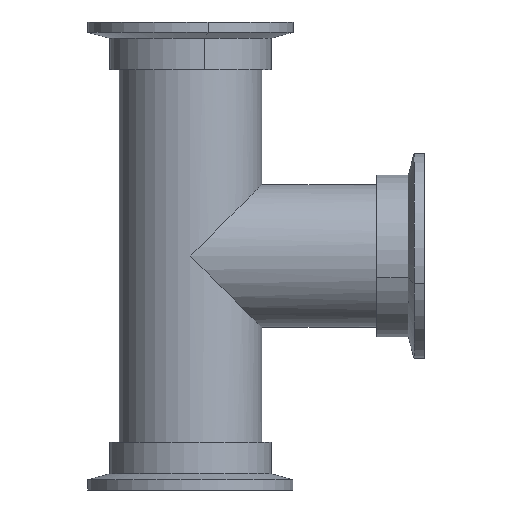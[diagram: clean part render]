
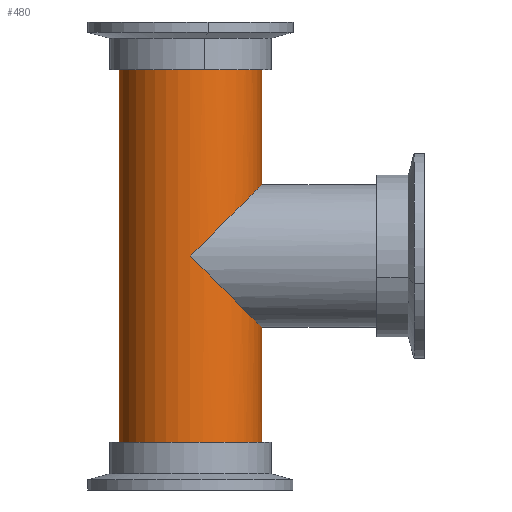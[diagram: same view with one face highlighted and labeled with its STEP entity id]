
A CAD part, front view. The second image highlights one B-rep face of the part: STEP entity #480.
In plain terms, the highlighted cylindrical face has radius 19.05 mm (diameter 38.1 mm), a partial arc.
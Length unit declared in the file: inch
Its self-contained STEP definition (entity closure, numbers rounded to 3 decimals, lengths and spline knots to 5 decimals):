
#29 = DIRECTION ( 'NONE',  ( 0., 0., 1. ) ) ;
#41 = CARTESIAN_POINT ( 'NONE',  ( 0.75, 0., -0.75 ) ) ;
#42 =( BOUNDED_CURVE ( )  B_SPLINE_CURVE ( 3, ( #244, #916, #154, #240 ),
 .UNSPECIFIED., .F., .T. ) 
 B_SPLINE_CURVE_WITH_KNOTS ( ( 4, 4 ),
 ( 0., 1.5708 ),
 .UNSPECIFIED. ) 
 CURVE ( )  GEOMETRIC_REPRESENTATION_ITEM ( )  RATIONAL_B_SPLINE_CURVE ( ( 1., 0.805, 0.805, 1. ) ) 
 REPRESENTATION_ITEM ( '' )  );
#57 = CARTESIAN_POINT ( 'NONE',  ( 0.75, -0.43934, -0.75 ) ) ;
#59 = DIRECTION ( 'NONE',  ( 0., 0., -1. ) ) ;
#67 = CIRCLE ( 'NONE', #512, 0.75 ) ;
#80 = CARTESIAN_POINT ( 'NONE',  ( 0.75, 0., 2.25 ) ) ;
#82 = CARTESIAN_POINT ( 'NONE',  ( 0.75, 0., 2.25 ) ) ;
#87 = CARTESIAN_POINT ( 'NONE',  ( 0.75, 0., 2.25 ) ) ;
#93 = CARTESIAN_POINT ( 'NONE',  ( 0., 0., -2.25 ) ) ;
#97 = EDGE_CURVE ( 'NONE', #523, #596, #883, .T. ) ;
#108 = ORIENTED_EDGE ( 'NONE', *, *, #634, .F. ) ;
#133 = FACE_OUTER_BOUND ( 'NONE', #834, .T. ) ;
#141 = AXIS2_PLACEMENT_3D ( 'NONE', #949, #59, #725 ) ;
#154 = CARTESIAN_POINT ( 'NONE',  ( 0.43934, -0.75, 0.43934 ) ) ;
#172 = ORIENTED_EDGE ( 'NONE', *, *, #602, .F. ) ;
#181 = CARTESIAN_POINT ( 'NONE',  ( 0.75, 0., -2.25 ) ) ;
#184 = VERTEX_POINT ( 'NONE', #82 ) ;
#212 = CARTESIAN_POINT ( 'NONE',  ( -0.75, 0., 2.25 ) ) ;
#232 = VECTOR ( 'NONE', #841, 39.37008 ) ;
#240 = CARTESIAN_POINT ( 'NONE',  ( 0., -0.75, 0. ) ) ;
#244 = CARTESIAN_POINT ( 'NONE',  ( 0.75, 0., 0.75 ) ) ;
#264 = DIRECTION ( 'NONE',  ( 0., 0., -1. ) ) ;
#270 = ORIENTED_EDGE ( 'NONE', *, *, #97, .T. ) ;
#279 = CARTESIAN_POINT ( 'NONE',  ( 0., -0.75, 0. ) ) ;
#326 = ORIENTED_EDGE ( 'NONE', *, *, #771, .F. ) ;
#346 = CARTESIAN_POINT ( 'NONE',  ( -0.75, 0., 2.25 ) ) ;
#383 = VECTOR ( 'NONE', #264, 39.37008 ) ;
#409 = AXIS2_PLACEMENT_3D ( 'NONE', #858, #29, #944 ) ;
#422 = VERTEX_POINT ( 'NONE', #41 ) ;
#441 = DIRECTION ( 'NONE',  ( 1., 0., 0. ) ) ;
#443 = CARTESIAN_POINT ( 'NONE',  ( -0.75, 0., -2.25 ) ) ;
#457 = CIRCLE ( 'NONE', #409, 0.75 ) ;
#477 = ORIENTED_EDGE ( 'NONE', *, *, #672, .F. ) ;
#480 = ADVANCED_FACE ( 'NONE', ( #133 ), #728, .T. ) ;
#484 = VECTOR ( 'NONE', #511, 39.37008 ) ;
#511 = DIRECTION ( 'NONE',  ( 0., 0., -1. ) ) ;
#512 = AXIS2_PLACEMENT_3D ( 'NONE', #93, #533, #441 ) ;
#523 = VERTEX_POINT ( 'NONE', #346 ) ;
#533 = DIRECTION ( 'NONE',  ( 0., 0., 1. ) ) ;
#549 = VERTEX_POINT ( 'NONE', #576 ) ;
#576 = CARTESIAN_POINT ( 'NONE',  ( 0., -0.75, 0. ) ) ;
#596 = VERTEX_POINT ( 'NONE', #443 ) ;
#602 = EDGE_CURVE ( 'NONE', #606, #549, #42, .T. ) ;
#606 = VERTEX_POINT ( 'NONE', #690 ) ;
#634 = EDGE_CURVE ( 'NONE', #184, #606, #755, .T. ) ;
#640 = CARTESIAN_POINT ( 'NONE',  ( 0.43934, -0.75, -0.43934 ) ) ;
#644 = CARTESIAN_POINT ( 'NONE',  ( 0.75, 0., -0.75 ) ) ;
#665 = EDGE_CURVE ( 'NONE', #596, #748, #67, .T. ) ;
#672 = EDGE_CURVE ( 'NONE', #422, #748, #903, .T. ) ;
#690 = CARTESIAN_POINT ( 'NONE',  ( 0.75, 0., 0.75 ) ) ;
#723 = ORIENTED_EDGE ( 'NONE', *, *, #665, .T. ) ;
#725 = DIRECTION ( 'NONE',  ( -1., 0., 0. ) ) ;
#728 = CYLINDRICAL_SURFACE ( 'NONE', #141, 0.75 ) ;
#740 =( BOUNDED_CURVE ( )  B_SPLINE_CURVE ( 3, ( #279, #640, #57, #644 ),
 .UNSPECIFIED., .F., .T. ) 
 B_SPLINE_CURVE_WITH_KNOTS ( ( 4, 4 ),
 ( 4.71239, 6.28319 ),
 .UNSPECIFIED. ) 
 CURVE ( )  GEOMETRIC_REPRESENTATION_ITEM ( )  RATIONAL_B_SPLINE_CURVE ( ( 1., 0.805, 0.805, 1. ) ) 
 REPRESENTATION_ITEM ( '' )  );
#748 = VERTEX_POINT ( 'NONE', #181 ) ;
#755 = LINE ( 'NONE', #87, #232 ) ;
#771 = EDGE_CURVE ( 'NONE', #523, #184, #457, .T. ) ;
#827 = ORIENTED_EDGE ( 'NONE', *, *, #891, .F. ) ;
#834 = EDGE_LOOP ( 'NONE', ( #108, #326, #270, #723, #477, #827, #172 ) ) ;
#841 = DIRECTION ( 'NONE',  ( 0., 0., -1. ) ) ;
#858 = CARTESIAN_POINT ( 'NONE',  ( 0., 0., 2.25 ) ) ;
#883 = LINE ( 'NONE', #212, #484 ) ;
#891 = EDGE_CURVE ( 'NONE', #549, #422, #740, .T. ) ;
#903 = LINE ( 'NONE', #80, #383 ) ;
#916 = CARTESIAN_POINT ( 'NONE',  ( 0.75, -0.43934, 0.75 ) ) ;
#944 = DIRECTION ( 'NONE',  ( 1., 0., 0. ) ) ;
#949 = CARTESIAN_POINT ( 'NONE',  ( 0., 0., 2.25 ) ) ;
